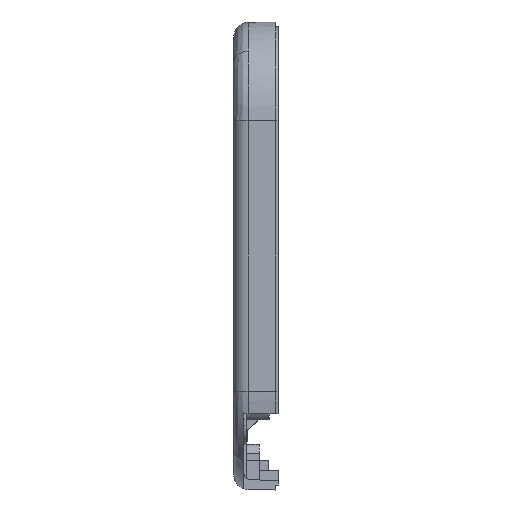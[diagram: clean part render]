
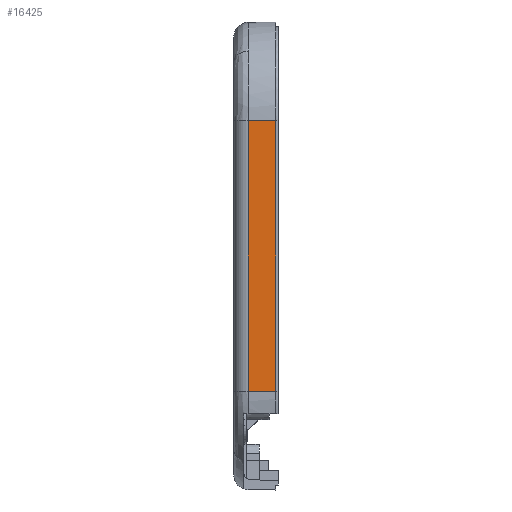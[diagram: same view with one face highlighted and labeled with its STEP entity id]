
A CAD part, left-side view. The second image highlights one B-rep face of the part: STEP entity #16425.
In plain terms, the highlighted planar face has unit normal (-1, 0.009, 0).
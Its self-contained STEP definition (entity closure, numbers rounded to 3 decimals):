
#319=PLANE('',#17802);
#1915=FACE_OUTER_BOUND('',#2834,.T.);
#2834=EDGE_LOOP('',(#13185,#13186,#13187,#13188));
#4246=LINE('',#27975,#5818);
#4424=LINE('',#28502,#5996);
#4425=LINE('',#28503,#5997);
#4426=LINE('',#28504,#5998);
#5818=VECTOR('',#20622,1000.);
#5996=VECTOR('',#20954,1000.);
#5997=VECTOR('',#20955,1000.);
#5998=VECTOR('',#20956,1000.);
#7006=VERTEX_POINT('',#24233);
#7999=VERTEX_POINT('',#27972);
#8000=VERTEX_POINT('',#27974);
#8141=VERTEX_POINT('',#28501);
#9948=EDGE_CURVE('',#7999,#8000,#4246,.T.);
#10165=EDGE_CURVE('',#7999,#8141,#4424,.T.);
#10166=EDGE_CURVE('',#8141,#7006,#4425,.T.);
#10167=EDGE_CURVE('',#7006,#8000,#4426,.T.);
#13185=ORIENTED_EDGE('',*,*,#9948,.F.);
#13186=ORIENTED_EDGE('',*,*,#10165,.T.);
#13187=ORIENTED_EDGE('',*,*,#10166,.T.);
#13188=ORIENTED_EDGE('',*,*,#10167,.T.);
#16425=ADVANCED_FACE('',(#1915),#319,.T.);
#17802=AXIS2_PLACEMENT_3D('',#28500,#20952,#20953);
#20622=DIRECTION('',(0.,0.,-1.));
#20952=DIRECTION('center_axis',(-1.,0.009,
0.));
#20953=DIRECTION('ref_axis',(-0.009,-1.,0.));
#20954=DIRECTION('',(0.009,1.,-0.009));
#20955=DIRECTION('',(0.,0.,-1.));
#20956=DIRECTION('',(-0.009,-1.,-0.009));
#24233=CARTESIAN_POINT('',(-109.358,6.526,-27.444));
#27972=CARTESIAN_POINT('',(-109.406,1.,27.492));
#27974=CARTESIAN_POINT('',(-109.406,1.,-27.492));
#27975=CARTESIAN_POINT('',(-109.406,1.,-47.5));
#28500=CARTESIAN_POINT('Origin',(-109.415,0.,-47.5));
#28501=CARTESIAN_POINT('',(-109.358,6.526,27.444));
#28502=CARTESIAN_POINT('',(-109.409,0.654,27.495));
#28503=CARTESIAN_POINT('',(-109.358,6.526,-47.5));
#28504=CARTESIAN_POINT('',(-109.417,-0.175,-27.502));
